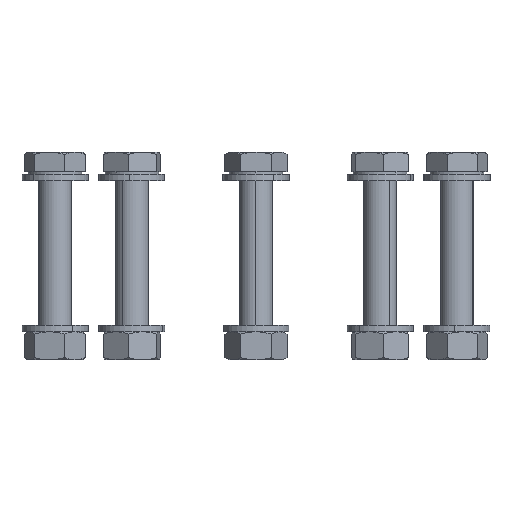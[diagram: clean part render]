
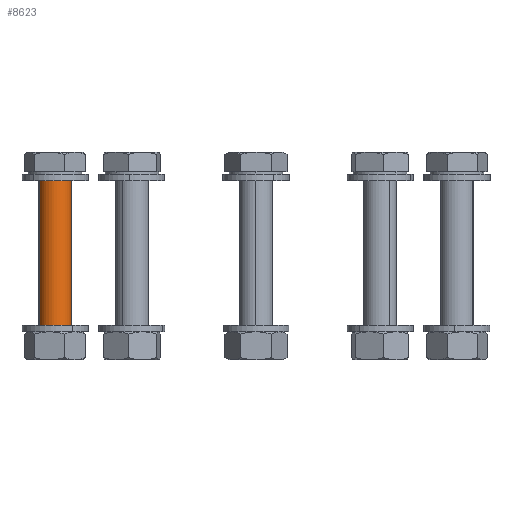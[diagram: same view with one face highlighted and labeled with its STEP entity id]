
A CAD part, left-side view. The second image highlights one B-rep face of the part: STEP entity #8623.
In plain terms, the highlighted cylindrical face has radius 4 mm (diameter 8 mm), a partial arc.
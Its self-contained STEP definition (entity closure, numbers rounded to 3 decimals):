
#123 = EDGE_CURVE ( 'NONE', #29618, #12533, #17397, .T. ) ;
#1419 = DIRECTION ( 'NONE',  ( 0.309, -0.951, 0. ) ) ;
#2038 = AXIS2_PLACEMENT_3D ( 'NONE', #19735, #5676, #22070 ) ;
#2948 = CARTESIAN_POINT ( 'NONE',  ( -17.042, 52.451, 24.4 ) ) ;
#3132 = CIRCLE ( 'NONE', #2038, 4. ) ;
#3710 = CARTESIAN_POINT ( 'NONE',  ( -14.57, 44.842, -25.209 ) ) ;
#4805 = DIRECTION ( 'NONE',  ( 0., 0., 1. ) ) ;
#5202 = VECTOR ( 'NONE', #4805, 1000. ) ;
#5676 = DIRECTION ( 'NONE',  ( 0., 0., -1. ) ) ;
#6392 = CARTESIAN_POINT ( 'NONE',  ( -17.042, 52.451, -25.209 ) ) ;
#6551 = CYLINDRICAL_SURFACE ( 'NONE', #17472, 4. ) ;
#8590 = CARTESIAN_POINT ( 'NONE',  ( -15.806, 48.647, 24.4 ) ) ;
#8623 = ADVANCED_FACE ( 'NONE', ( #21982 ), #6551, .T. ) ;
#10165 = CARTESIAN_POINT ( 'NONE',  ( -17.042, 52.451, 18.7 ) ) ;
#10958 = VECTOR ( 'NONE', #14544, 1000. ) ;
#11767 = CARTESIAN_POINT ( 'NONE',  ( -14.57, 44.842, 24.4 ) ) ;
#12533 = VERTEX_POINT ( 'NONE', #3710 ) ;
#13430 = AXIS2_PLACEMENT_3D ( 'NONE', #29488, #15524, #1419 ) ;
#14544 = DIRECTION ( 'NONE',  ( 0., 0., 1. ) ) ;
#15250 = VERTEX_POINT ( 'NONE', #10165 ) ;
#15524 = DIRECTION ( 'NONE',  ( 0., 0., 1. ) ) ;
#15716 = EDGE_CURVE ( 'NONE', #29618, #15250, #20157, .T. ) ;
#16862 = EDGE_CURVE ( 'NONE', #19940, #15250, #3132, .T. ) ;
#17016 = EDGE_LOOP ( 'NONE', ( #25842, #24738, #23893, #24158 ) ) ;
#17397 = CIRCLE ( 'NONE', #13430, 4. ) ;
#17472 = AXIS2_PLACEMENT_3D ( 'NONE', #8590, #29529, #18051 ) ;
#17716 = LINE ( 'NONE', #11767, #5202 ) ;
#18051 = DIRECTION ( 'NONE',  ( 0.309, -0.951, 0. ) ) ;
#19305 = CARTESIAN_POINT ( 'NONE',  ( -14.57, 44.842, 18.7 ) ) ;
#19735 = CARTESIAN_POINT ( 'NONE',  ( -15.806, 48.647, 18.7 ) ) ;
#19940 = VERTEX_POINT ( 'NONE', #19305 ) ;
#20157 = LINE ( 'NONE', #2948, #10958 ) ;
#21982 = FACE_OUTER_BOUND ( 'NONE', #17016, .T. ) ;
#22070 = DIRECTION ( 'NONE',  ( -0.309, 0.951, 0. ) ) ;
#23893 = ORIENTED_EDGE ( 'NONE', *, *, #30407, .T. ) ;
#24158 = ORIENTED_EDGE ( 'NONE', *, *, #16862, .T. ) ;
#24738 = ORIENTED_EDGE ( 'NONE', *, *, #123, .T. ) ;
#25842 = ORIENTED_EDGE ( 'NONE', *, *, #15716, .F. ) ;
#29488 = CARTESIAN_POINT ( 'NONE',  ( -15.806, 48.647, -25.209 ) ) ;
#29529 = DIRECTION ( 'NONE',  ( 0., 0., 1. ) ) ;
#29618 = VERTEX_POINT ( 'NONE', #6392 ) ;
#30407 = EDGE_CURVE ( 'NONE', #12533, #19940, #17716, .T. ) ;
